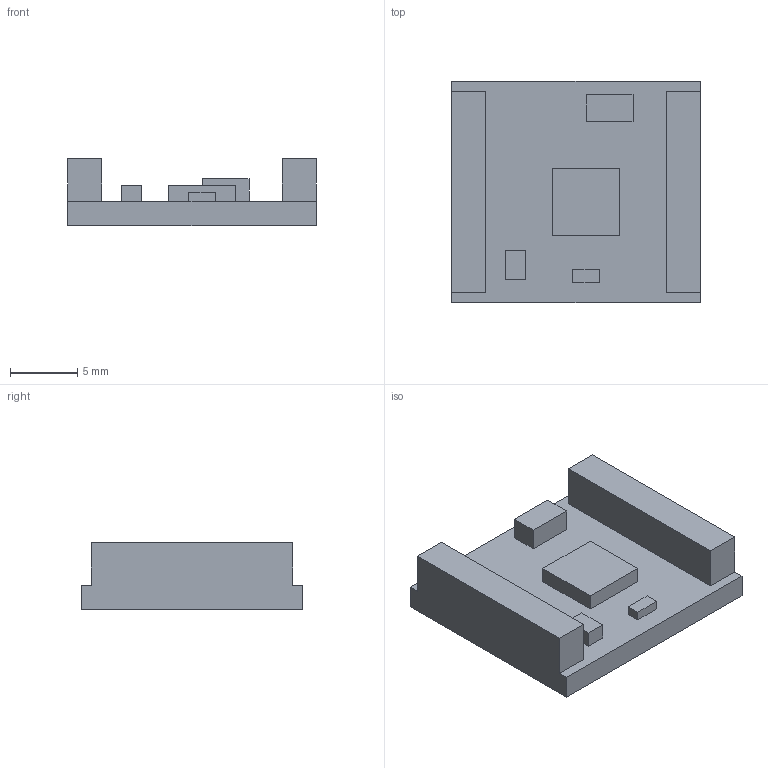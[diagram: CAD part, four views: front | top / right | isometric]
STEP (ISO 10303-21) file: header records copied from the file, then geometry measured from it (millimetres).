
FILE_DESCRIPTION(/* description */ (''),/* implementation_level */ '2;1');
FILE_NAME(/* name */ 'H-Bridge.step',/* time_stamp */ '2023-01-29T12:25:16-08:00',/* author */ (''),/* organization */ (''),/* preprocessor_version */ 'ST-DEVELOPER v19',/* originating_system */ 'Autodesk Translation Framework v11.7.0.108',/* authorisation */ '');
FILE_SCHEMA (('AUTOMOTIVE_DESIGN { 1 0 10303 214 3 1 1 }'));
Length unit declared in the file: millimetre
Products named in the file (1): H-Bridge
Bounding box: 18.5 x 16.5 x 5 mm (x, y, z)
Volume: 840.5 mm3; surface area: 1016.8 mm2
Topology: 1 solids, 1 shells, 34 faces, 84 edges, 56 vertices
Faces by surface type: plane 34
Entity records: 1061 total; most frequent: CARTESIAN_POINT 175, ORIENTED_EDGE 168, DIRECTION 154, LINE 84, VECTOR 84, EDGE_CURVE 84, VERTEX_POINT 56, EDGE_LOOP 38
